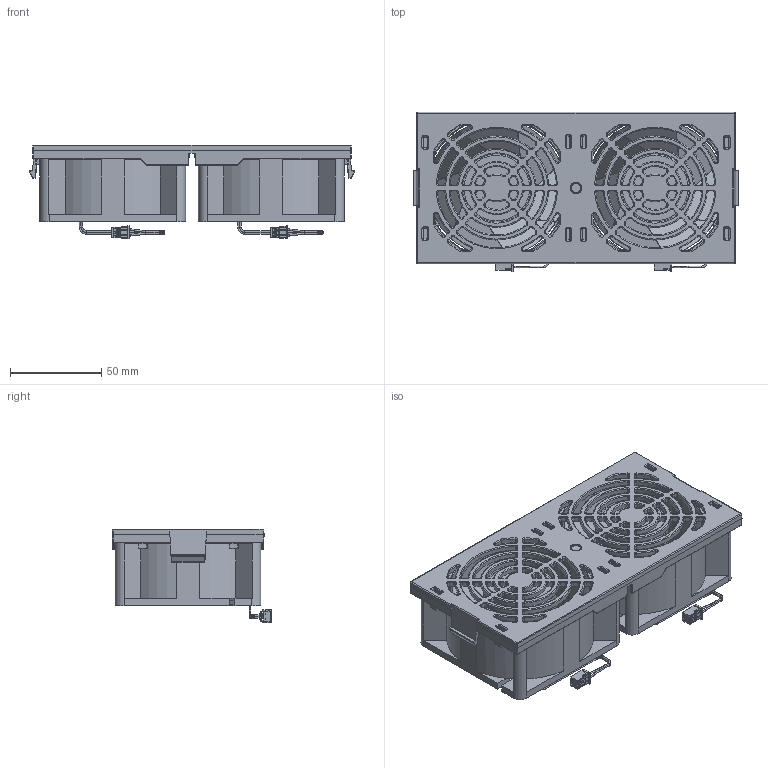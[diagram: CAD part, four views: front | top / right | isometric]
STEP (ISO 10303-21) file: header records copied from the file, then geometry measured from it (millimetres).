
FILE_DESCRIPTION (( 'STEP AP214' ), '1' );
FILE_NAME ('13770165.STEP', '2021-07-14T21:53:11', ( '' ), ( '' ), 'SwSTEP 2.0', 'SolidWorks 2017', '' );
FILE_SCHEMA (( 'AUTOMOTIVE_DESIGN' ));
Length unit declared in the file: inch
Products named in the file (1): 13770165
Bounding box: 178.55 x 87.7 x 51.55 mm (x, y, z)
Volume: 211784.2 mm3; surface area: 138219.2 mm2
Topology: 9 solids, 9 shells, 2938 faces, 7566 edges, 4643 vertices
Faces by surface type: bspline 1147, plane 961, cylinder 798, cone 32
Entity records: 132423 total; most frequent: CARTESIAN_POINT 68254, ORIENTED_EDGE 15132, DIRECTION 10630, EDGE_CURVE 7566, VERTEX_POINT 4643, AXIS2_PLACEMENT_3D 3579, VECTOR 3472, LINE 3472
